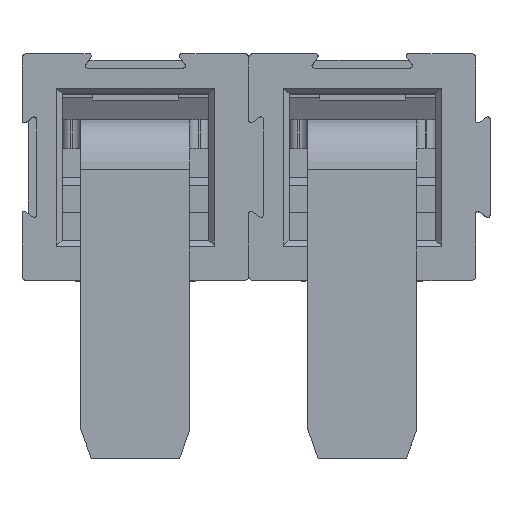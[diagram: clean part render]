
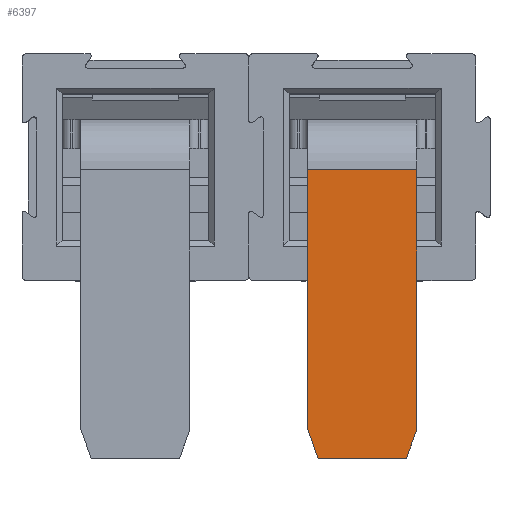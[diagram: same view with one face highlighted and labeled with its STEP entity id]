
A CAD part, top view. The second image highlights one B-rep face of the part: STEP entity #6397.
In plain terms, the highlighted planar face has unit normal (0, 0, 1).
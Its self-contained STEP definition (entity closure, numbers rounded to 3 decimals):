
#7 = VECTOR ( 'NONE', #4739, 1000. ) ;
#287 = DIRECTION ( 'NONE',  ( 0., 1., 0. ) ) ;
#307 = VERTEX_POINT ( 'NONE', #4139 ) ;
#375 = CARTESIAN_POINT ( 'NONE',  ( 6., 4.35, 0.5 ) ) ;
#492 = VECTOR ( 'NONE', #9551, 1000. ) ;
#617 = ORIENTED_EDGE ( 'NONE', *, *, #4784, .T. ) ;
#1084 = EDGE_CURVE ( 'NONE', #1998, #307, #7353, .T. ) ;
#1260 = VERTEX_POINT ( 'NONE', #4712 ) ;
#1831 = ORIENTED_EDGE ( 'NONE', *, *, #6615, .T. ) ;
#1998 = VERTEX_POINT ( 'NONE', #11214 ) ;
#2075 = DIRECTION ( 'NONE',  ( -1., 0., 0. ) ) ;
#2547 = LINE ( 'NONE', #11124, #4955 ) ;
#3208 = CARTESIAN_POINT ( 'NONE',  ( 6., 4.35, 0.5 ) ) ;
#3312 = EDGE_CURVE ( 'NONE', #1260, #3863, #7704, .T. ) ;
#3856 = LINE ( 'NONE', #12381, #8028 ) ;
#3863 = VERTEX_POINT ( 'NONE', #6762 ) ;
#4139 = CARTESIAN_POINT ( 'NONE',  ( 9.8, -4.7, 0.5 ) ) ;
#4371 = LINE ( 'NONE', #10450, #4515 ) ;
#4515 = VECTOR ( 'NONE', #4556, 1000. ) ;
#4556 = DIRECTION ( 'NONE',  ( 0., -1., 0. ) ) ;
#4712 = CARTESIAN_POINT ( 'NONE',  ( 9.436, -5.7, 0.5 ) ) ;
#4739 = DIRECTION ( 'NONE',  ( 0.342, -0.94, 0. ) ) ;
#4784 = EDGE_CURVE ( 'NONE', #8547, #3863, #6095, .T. ) ;
#4955 = VECTOR ( 'NONE', #10176, 1000. ) ;
#5441 = CARTESIAN_POINT ( 'NONE',  ( 9.8, 4.35, 0.5 ) ) ;
#6095 = LINE ( 'NONE', #9619, #7 ) ;
#6193 = PLANE ( 'NONE',  #12325 ) ;
#6397 = ADVANCED_FACE ( 'NONE', ( #10989 ), #6193, .F. ) ;
#6615 = EDGE_CURVE ( 'NONE', #7692, #8547, #4371, .T. ) ;
#6762 = CARTESIAN_POINT ( 'NONE',  ( 6.364, -5.7, 0.5 ) ) ;
#7209 = ORIENTED_EDGE ( 'NONE', *, *, #8793, .F. ) ;
#7353 = LINE ( 'NONE', #5441, #492 ) ;
#7651 = ORIENTED_EDGE ( 'NONE', *, *, #11321, .F. ) ;
#7692 = VERTEX_POINT ( 'NONE', #3208 ) ;
#7704 = LINE ( 'NONE', #12529, #8009 ) ;
#7725 = ORIENTED_EDGE ( 'NONE', *, *, #3312, .F. ) ;
#8009 = VECTOR ( 'NONE', #2075, 1000. ) ;
#8028 = VECTOR ( 'NONE', #12423, 1000. ) ;
#8070 = CARTESIAN_POINT ( 'NONE',  ( 6., -4.7, 0.5 ) ) ;
#8547 = VERTEX_POINT ( 'NONE', #8070 ) ;
#8793 = EDGE_CURVE ( 'NONE', #7692, #1998, #3856, .T. ) ;
#9551 = DIRECTION ( 'NONE',  ( 0., -1., 0. ) ) ;
#9619 = CARTESIAN_POINT ( 'NONE',  ( 6., -4.7, 0.5 ) ) ;
#10165 = DIRECTION ( 'NONE',  ( 0., 0., -1. ) ) ;
#10176 = DIRECTION ( 'NONE',  ( -0.342, -0.94, 0. ) ) ;
#10450 = CARTESIAN_POINT ( 'NONE',  ( 6., 4.35, 0.5 ) ) ;
#10989 = FACE_OUTER_BOUND ( 'NONE', #11336, .T. ) ;
#11124 = CARTESIAN_POINT ( 'NONE',  ( 9.8, -4.7, 0.5 ) ) ;
#11214 = CARTESIAN_POINT ( 'NONE',  ( 9.8, 4.35, 0.5 ) ) ;
#11321 = EDGE_CURVE ( 'NONE', #307, #1260, #2547, .T. ) ;
#11336 = EDGE_LOOP ( 'NONE', ( #617, #7725, #7651, #12127, #7209, #1831 ) ) ;
#12127 = ORIENTED_EDGE ( 'NONE', *, *, #1084, .F. ) ;
#12325 = AXIS2_PLACEMENT_3D ( 'NONE', #375, #10165, #287 ) ;
#12381 = CARTESIAN_POINT ( 'NONE',  ( 6., 4.35, 0.5 ) ) ;
#12423 = DIRECTION ( 'NONE',  ( 1., 0., 0. ) ) ;
#12529 = CARTESIAN_POINT ( 'NONE',  ( 6., -5.7, 0.5 ) ) ;
